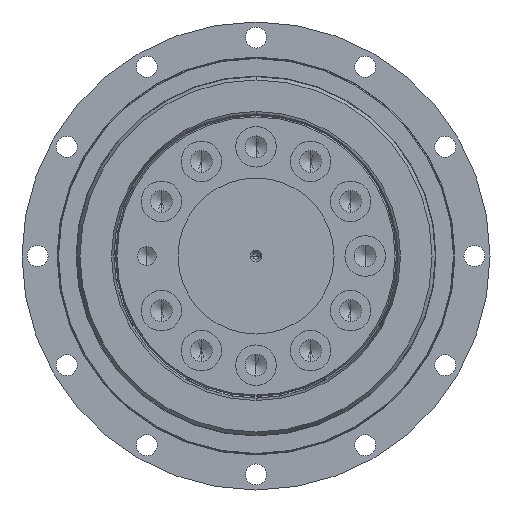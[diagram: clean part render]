
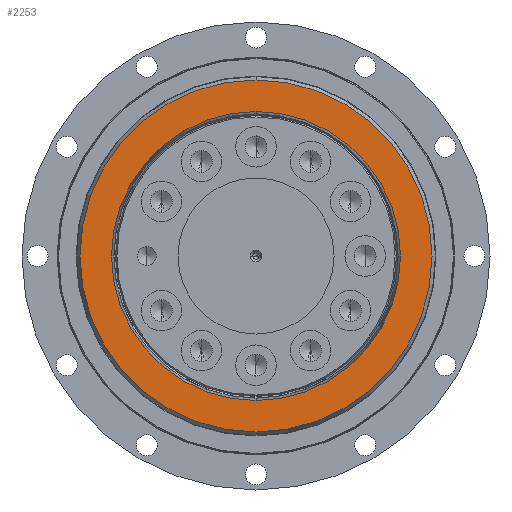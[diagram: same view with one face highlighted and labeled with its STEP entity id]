
A CAD part, left-side view. The second image highlights one B-rep face of the part: STEP entity #2253.
In plain terms, the highlighted planar face has unit normal (-1, 0, 0).
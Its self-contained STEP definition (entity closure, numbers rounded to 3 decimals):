
#675 = EDGE_CURVE ( 'NONE', #12602, #16401, #13965, .T. ) ;
#1271 = CIRCLE ( 'NONE', #18942, 92.603 ) ;
#1300 = CARTESIAN_POINT ( 'NONE',  ( -120., 0., 0. ) ) ;
#2253 = ADVANCED_FACE ( 'NONE', ( #20899, #11314 ), #6309, .T. ) ;
#2589 = CARTESIAN_POINT ( 'NONE',  ( -120., 0., 0. ) ) ;
#2957 = CARTESIAN_POINT ( 'NONE',  ( -120., 0., 0. ) ) ;
#3979 = VERTEX_POINT ( 'NONE', #13669 ) ;
#3996 = CARTESIAN_POINT ( 'NONE',  ( -120., 0., 112.835 ) ) ;
#4892 = VERTEX_POINT ( 'NONE', #3996 ) ;
#5450 = ORIENTED_EDGE ( 'NONE', *, *, #18308, .T. ) ;
#6309 = PLANE ( 'NONE',  #14391 ) ;
#6452 = DIRECTION ( 'NONE',  ( -1., 0., 0. ) ) ;
#6607 = CARTESIAN_POINT ( 'NONE',  ( -120., 0., -92.603 ) ) ;
#7835 = DIRECTION ( 'NONE',  ( 0., 0., -1. ) ) ;
#8120 = CARTESIAN_POINT ( 'NONE',  ( -120., -112.835, 0. ) ) ;
#8860 = AXIS2_PLACEMENT_3D ( 'NONE', #1300, #17462, #19060 ) ;
#10465 = EDGE_CURVE ( 'NONE', #16401, #12602, #1271, .T. ) ;
#10960 = EDGE_LOOP ( 'NONE', ( #20109, #17335 ) ) ;
#11091 = CIRCLE ( 'NONE', #13811, 112.835 ) ;
#11120 = EDGE_CURVE ( 'NONE', #4892, #3979, #13202, .T. ) ;
#11314 = FACE_BOUND ( 'NONE', #10960, .T. ) ;
#11651 = DIRECTION ( 'NONE',  ( -1., 0., 0. ) ) ;
#11865 = DIRECTION ( 'NONE',  ( 0., 0., -1. ) ) ;
#12484 = DIRECTION ( 'NONE',  ( -1., 0., 0. ) ) ;
#12602 = VERTEX_POINT ( 'NONE', #6607 ) ;
#13202 = CIRCLE ( 'NONE', #14570, 112.835 ) ;
#13669 = CARTESIAN_POINT ( 'NONE',  ( -120., 0., -112.835 ) ) ;
#13811 = AXIS2_PLACEMENT_3D ( 'NONE', #18450, #11651, #11865 ) ;
#13965 = CIRCLE ( 'NONE', #8860, 92.603 ) ;
#14391 = AXIS2_PLACEMENT_3D ( 'NONE', #8120, #14511, #16110 ) ;
#14511 = DIRECTION ( 'NONE',  ( -1., 0., 0. ) ) ;
#14570 = AXIS2_PLACEMENT_3D ( 'NONE', #2957, #6452, #7835 ) ;
#15007 = CARTESIAN_POINT ( 'NONE',  ( -120., 0., 92.603 ) ) ;
#16110 = DIRECTION ( 'NONE',  ( 0., 0., 1. ) ) ;
#16401 = VERTEX_POINT ( 'NONE', #15007 ) ;
#17335 = ORIENTED_EDGE ( 'NONE', *, *, #10465, .F. ) ;
#17462 = DIRECTION ( 'NONE',  ( -1., 0., 0. ) ) ;
#17865 = ORIENTED_EDGE ( 'NONE', *, *, #11120, .T. ) ;
#18308 = EDGE_CURVE ( 'NONE', #3979, #4892, #11091, .T. ) ;
#18450 = CARTESIAN_POINT ( 'NONE',  ( -120., 0., 0. ) ) ;
#18855 = DIRECTION ( 'NONE',  ( 0., 0., -1. ) ) ;
#18942 = AXIS2_PLACEMENT_3D ( 'NONE', #2589, #12484, #18855 ) ;
#19060 = DIRECTION ( 'NONE',  ( 0., 0., -1. ) ) ;
#19427 = EDGE_LOOP ( 'NONE', ( #17865, #5450 ) ) ;
#20109 = ORIENTED_EDGE ( 'NONE', *, *, #675, .F. ) ;
#20899 = FACE_OUTER_BOUND ( 'NONE', #19427, .T. ) ;
